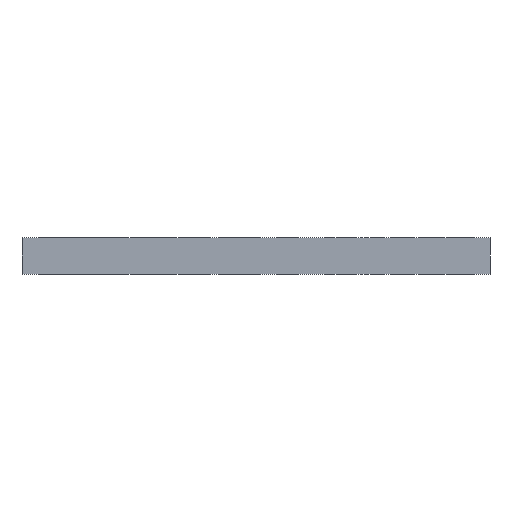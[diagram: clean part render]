
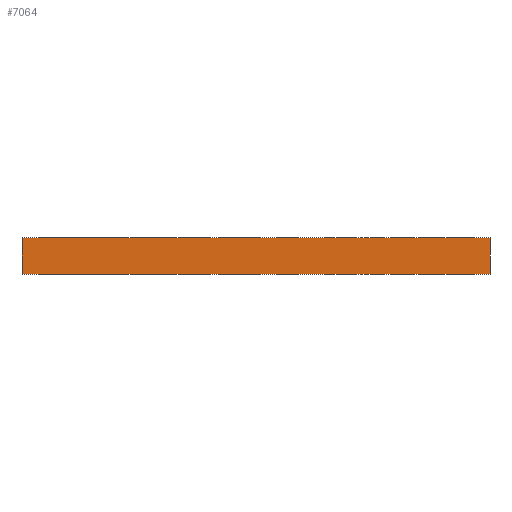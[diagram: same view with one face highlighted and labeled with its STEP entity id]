
A CAD part, front view. The second image highlights one B-rep face of the part: STEP entity #7064.
In plain terms, the highlighted planar face has unit normal (0, -1, 0).
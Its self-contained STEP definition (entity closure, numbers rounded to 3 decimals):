
#349=PLANE('',#7720);
#688=FACE_OUTER_BOUND('',#1125,.T.);
#1125=EDGE_LOOP('',(#6590,#6591,#6592,#6593));
#1391=LINE('',#9740,#2144);
#1818=LINE('',#10928,#2571);
#2136=LINE('',#11731,#2889);
#2137=LINE('',#11733,#2890);
#2144=VECTOR('',#7764,10.);
#2571=VECTOR('',#8767,10.);
#2889=VECTOR('',#9679,10.);
#2890=VECTOR('',#9682,10.);
#2902=VERTEX_POINT('',#9737);
#2903=VERTEX_POINT('',#9739);
#3374=VERTEX_POINT('',#10922);
#3376=VERTEX_POINT('',#10926);
#3577=EDGE_CURVE('',#2902,#2903,#1391,.T.);
#4172=EDGE_CURVE('',#3374,#3376,#1818,.T.);
#4574=EDGE_CURVE('',#3376,#2903,#2136,.T.);
#4575=EDGE_CURVE('',#3374,#2902,#2137,.T.);
#6590=ORIENTED_EDGE('',*,*,#4172,.T.);
#6591=ORIENTED_EDGE('',*,*,#4574,.T.);
#6592=ORIENTED_EDGE('',*,*,#3577,.F.);
#6593=ORIENTED_EDGE('',*,*,#4575,.F.);
#7064=ADVANCED_FACE('',(#688),#349,.T.);
#7720=AXIS2_PLACEMENT_3D('',#11732,#9680,#9681);
#7764=DIRECTION('',(1.,0.,0.));
#8767=DIRECTION('',(1.,0.,0.));
#9679=DIRECTION('',(0.,0.,1.));
#9680=DIRECTION('center_axis',(0.,-1.,0.));
#9681=DIRECTION('ref_axis',(1.,0.,0.));
#9682=DIRECTION('',(0.,0.,1.));
#9737=CARTESIAN_POINT('',(0.,0.,1.57));
#9739=CARTESIAN_POINT('',(20.32,0.,1.57));
#9740=CARTESIAN_POINT('',(0.,0.,1.57));
#10922=CARTESIAN_POINT('',(0.,0.,0.));
#10926=CARTESIAN_POINT('',(20.32,0.,0.));
#10928=CARTESIAN_POINT('',(0.,0.,0.));
#11731=CARTESIAN_POINT('',(20.32,0.,0.));
#11732=CARTESIAN_POINT('Origin',(0.,0.,0.));
#11733=CARTESIAN_POINT('',(0.,0.,0.));
